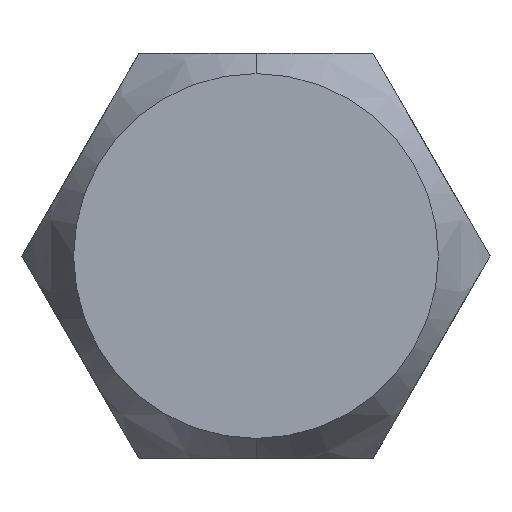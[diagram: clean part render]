
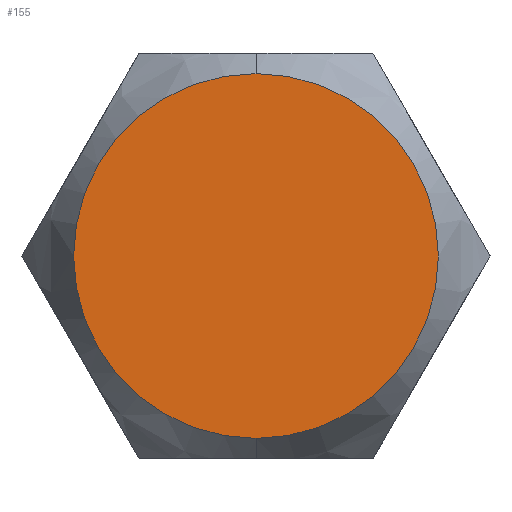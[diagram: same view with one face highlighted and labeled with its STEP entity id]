
A CAD part, front view. The second image highlights one B-rep face of the part: STEP entity #155.
In plain terms, the highlighted planar face has unit normal (0, -1, 0).
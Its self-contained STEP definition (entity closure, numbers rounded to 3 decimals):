
#104 = AXIS2_PLACEMENT_3D ( 'NONE', #3577, #3967, #575 ) ;
#155 = ADVANCED_FACE ( 'NONE', ( #2675 ), #850, .T. ) ;
#575 = DIRECTION ( 'NONE',  ( 0., 0., 1. ) ) ;
#850 = PLANE ( 'NONE',  #2707 ) ;
#900 = VERTEX_POINT ( 'NONE', #3549 ) ;
#994 = AXIS2_PLACEMENT_3D ( 'NONE', #2958, #3843, #3230 ) ;
#1160 = EDGE_CURVE ( 'NONE', #900, #1697, #3555, .T. ) ;
#1488 = DIRECTION ( 'NONE',  ( 1., 0., 0. ) ) ;
#1697 = VERTEX_POINT ( 'NONE', #3531 ) ;
#1970 = EDGE_LOOP ( 'NONE', ( #3849, #3185 ) ) ;
#2165 = DIRECTION ( 'NONE',  ( 0., -1., 0. ) ) ;
#2489 = CIRCLE ( 'NONE', #104, 2.858 ) ;
#2675 = FACE_OUTER_BOUND ( 'NONE', #1970, .T. ) ;
#2707 = AXIS2_PLACEMENT_3D ( 'NONE', #3410, #2165, #1488 ) ;
#2958 = CARTESIAN_POINT ( 'NONE',  ( 0., 0., 0. ) ) ;
#3027 = EDGE_CURVE ( 'NONE', #1697, #900, #2489, .T. ) ;
#3185 = ORIENTED_EDGE ( 'NONE', *, *, #3027, .F. ) ;
#3230 = DIRECTION ( 'NONE',  ( 0., 0., 1. ) ) ;
#3410 = CARTESIAN_POINT ( 'NONE',  ( 0., 0., 6.35 ) ) ;
#3531 = CARTESIAN_POINT ( 'NONE',  ( 0., 0., -2.858 ) ) ;
#3549 = CARTESIAN_POINT ( 'NONE',  ( 0., 0., 2.858 ) ) ;
#3555 = CIRCLE ( 'NONE', #994, 2.858 ) ;
#3577 = CARTESIAN_POINT ( 'NONE',  ( 0., 0., 0. ) ) ;
#3843 = DIRECTION ( 'NONE',  ( 0., 1., 0. ) ) ;
#3849 = ORIENTED_EDGE ( 'NONE', *, *, #1160, .F. ) ;
#3967 = DIRECTION ( 'NONE',  ( 0., 1., 0. ) ) ;
